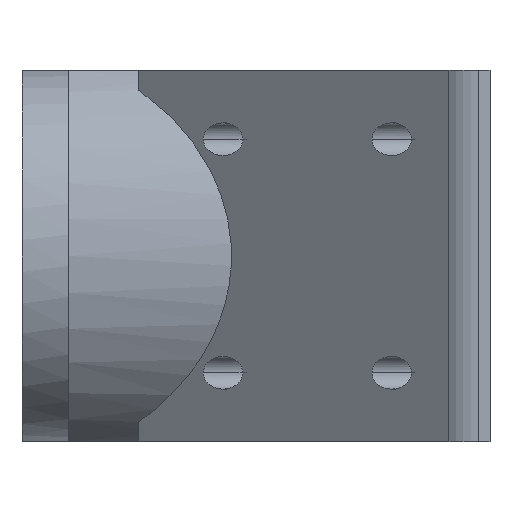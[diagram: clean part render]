
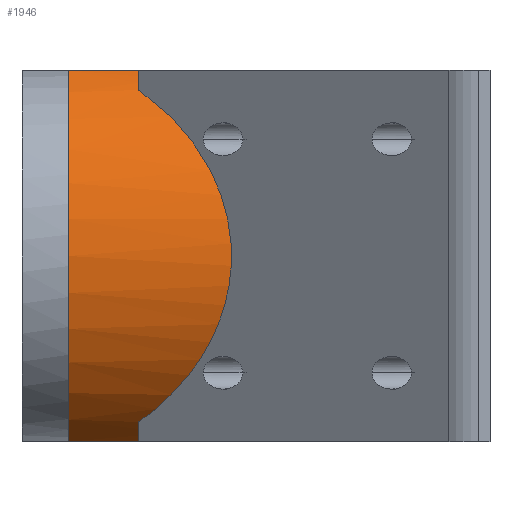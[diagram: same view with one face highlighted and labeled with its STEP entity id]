
A CAD part, left-side view. The second image highlights one B-rep face of the part: STEP entity #1946.
In plain terms, the highlighted cylindrical face has radius 46.5 mm (diameter 93 mm), a partial arc.
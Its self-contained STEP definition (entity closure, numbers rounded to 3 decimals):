
#65 = CARTESIAN_POINT ( 'NONE',  ( 0., 75.2, 7. ) ) ;
#69 = CARTESIAN_POINT ( 'NONE',  ( 0., 75.2, 7. ) ) ;
#103 = VERTEX_POINT ( 'NONE', #4376 ) ;
#127 = DIRECTION ( 'NONE',  ( 0., 0., -1. ) ) ;
#158 = ORIENTED_EDGE ( 'NONE', *, *, #896, .F. ) ;
#187 = AXIS2_PLACEMENT_3D ( 'NONE', #1339, #1027, #3134 ) ;
#215 = CIRCLE ( 'NONE', #1825, 46.5 ) ;
#322 = EDGE_CURVE ( 'NONE', #1904, #4634, #1610, .T. ) ;
#414 = VECTOR ( 'NONE', #2240, 1000. ) ;
#422 = CIRCLE ( 'NONE', #4547, 46.5 ) ;
#488 = CARTESIAN_POINT ( 'NONE',  ( -24.129, 75.2, 46.75 ) ) ;
#566 = CARTESIAN_POINT ( 'NONE',  ( -53.704, 46.672, -8.512 ) ) ;
#848 = DIRECTION ( 'NONE',  ( 0., -1., 0. ) ) ;
#896 = EDGE_CURVE ( 'NONE', #2988, #1371, #1781, .T. ) ;
#1027 = DIRECTION ( 'NONE',  ( 0., 1., 0. ) ) ;
#1036 = CIRCLE ( 'NONE', #187, 46.5 ) ;
#1138 = FACE_OUTER_BOUND ( 'NONE', #3999, .T. ) ;
#1233 = EDGE_CURVE ( 'NONE', #2047, #2988, #1036, .T. ) ;
#1294 = ORIENTED_EDGE ( 'NONE', *, *, #322, .F. ) ;
#1339 = CARTESIAN_POINT ( 'NONE',  ( 0., 90.2, 7. ) ) ;
#1371 = VERTEX_POINT ( 'NONE', #488 ) ;
#1528 = DIRECTION ( 'NONE',  ( 0., 1., 0. ) ) ;
#1603 = EDGE_CURVE ( 'NONE', #103, #4634, #215, .T. ) ;
#1610 =( BOUNDED_CURVE ( )  B_SPLINE_CURVE ( 3, ( #4228, #4531, #566, #3453 ),
 .UNSPECIFIED., .F., .F. ) 
 B_SPLINE_CURVE_WITH_KNOTS ( ( 4, 4 ),
 ( 2.272, 4.011 ),
 .UNSPECIFIED. ) 
 CURVE ( )  GEOMETRIC_REPRESENTATION_ITEM ( )  RATIONAL_B_SPLINE_CURVE ( ( 1., 0.763, 0.763, 1. ) ) 
 REPRESENTATION_ITEM ( '' )  );
#1675 = CARTESIAN_POINT ( 'NONE',  ( -24.129, 90.2, 46.75 ) ) ;
#1781 = LINE ( 'NONE', #2200, #414 ) ;
#1798 = LINE ( 'NONE', #3212, #2399 ) ;
#1825 = AXIS2_PLACEMENT_3D ( 'NONE', #69, #1528, #2986 ) ;
#1904 = VERTEX_POINT ( 'NONE', #4401 ) ;
#1921 = CYLINDRICAL_SURFACE ( 'NONE', #2789, 46.5 ) ;
#1946 = ADVANCED_FACE ( 'NONE', ( #1138 ), #1921, .T. ) ;
#2047 = VERTEX_POINT ( 'NONE', #3339 ) ;
#2200 = CARTESIAN_POINT ( 'NONE',  ( -24.129, 90.2, 46.75 ) ) ;
#2240 = DIRECTION ( 'NONE',  ( 0., -1., 0. ) ) ;
#2305 = CARTESIAN_POINT ( 'NONE',  ( -30., 75.2, -28.528 ) ) ;
#2399 = VECTOR ( 'NONE', #3185, 1000. ) ;
#2439 = ORIENTED_EDGE ( 'NONE', *, *, #3249, .T. ) ;
#2789 = AXIS2_PLACEMENT_3D ( 'NONE', #4515, #848, #127 ) ;
#2963 = DIRECTION ( 'NONE',  ( 0., 0., 1. ) ) ;
#2986 = DIRECTION ( 'NONE',  ( 0., 0., 1. ) ) ;
#2988 = VERTEX_POINT ( 'NONE', #1675 ) ;
#3134 = DIRECTION ( 'NONE',  ( 0., 0., 1. ) ) ;
#3136 = EDGE_CURVE ( 'NONE', #2047, #103, #1798, .T. ) ;
#3185 = DIRECTION ( 'NONE',  ( 0., -1., 0. ) ) ;
#3212 = CARTESIAN_POINT ( 'NONE',  ( -24.129, 90.2, -32.75 ) ) ;
#3249 = EDGE_CURVE ( 'NONE', #1904, #1371, #422, .T. ) ;
#3339 = CARTESIAN_POINT ( 'NONE',  ( -24.129, 90.2, -32.75 ) ) ;
#3453 = CARTESIAN_POINT ( 'NONE',  ( -30., 75.2, -28.528 ) ) ;
#3754 = ORIENTED_EDGE ( 'NONE', *, *, #1603, .T. ) ;
#3895 = ORIENTED_EDGE ( 'NONE', *, *, #1233, .F. ) ;
#3999 = EDGE_LOOP ( 'NONE', ( #3754, #1294, #2439, #158, #3895, #4152 ) ) ;
#4048 = DIRECTION ( 'NONE',  ( 0., 1., 0. ) ) ;
#4152 = ORIENTED_EDGE ( 'NONE', *, *, #3136, .T. ) ;
#4228 = CARTESIAN_POINT ( 'NONE',  ( -30., 75.2, 42.528 ) ) ;
#4376 = CARTESIAN_POINT ( 'NONE',  ( -24.129, 75.2, -32.75 ) ) ;
#4401 = CARTESIAN_POINT ( 'NONE',  ( -30., 75.2, 42.528 ) ) ;
#4515 = CARTESIAN_POINT ( 'NONE',  ( 0., 90.2, 7. ) ) ;
#4531 = CARTESIAN_POINT ( 'NONE',  ( -53.704, 46.672, 22.512 ) ) ;
#4547 = AXIS2_PLACEMENT_3D ( 'NONE', #65, #4048, #2963 ) ;
#4634 = VERTEX_POINT ( 'NONE', #2305 ) ;
